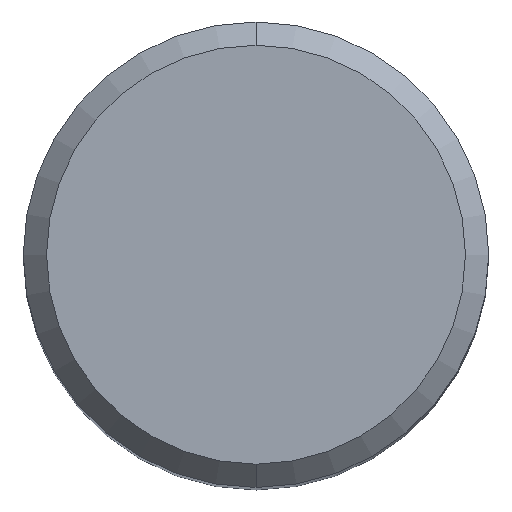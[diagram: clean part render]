
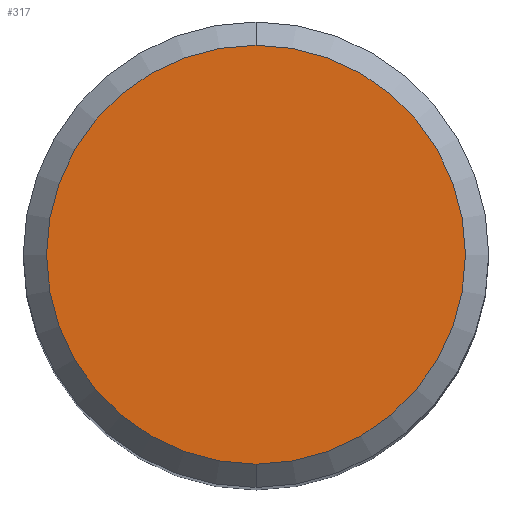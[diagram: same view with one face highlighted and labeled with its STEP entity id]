
A CAD part, top view. The second image highlights one B-rep face of the part: STEP entity #317.
In plain terms, the highlighted planar face has unit normal (0, 0, 1).
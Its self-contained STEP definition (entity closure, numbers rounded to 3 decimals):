
#317=ADVANCED_FACE('',(#889),#890,.T.);
#551=VERTEX_POINT('',#1148);
#573=EDGE_CURVE('',#637,#551,#1173,.T.);
#637=VERTEX_POINT('',#1240);
#645=EDGE_CURVE('',#551,#637,#1248,.T.);
#889=FACE_OUTER_BOUND('',#1576,.T.);
#890=PLANE('',#1577);
#1148=CARTESIAN_POINT('',(0.0,9.0,0.0));
#1173=CIRCLE('',#3681,9.0);
#1240=CARTESIAN_POINT('',(0.,-9.0,0.0));
#1248=CIRCLE('',#5005,9.0);
#1576=EDGE_LOOP('',(#8005,#8006));
#1577=AXIS2_PLACEMENT_3D('',#8007,#8008,#8009);
#3681=AXIS2_PLACEMENT_3D('',#8323,#8324,#8325);
#5005=AXIS2_PLACEMENT_3D('',#8379,#8380,#8381);
#8005=ORIENTED_EDGE('',*,*,#645,.F.);
#8006=ORIENTED_EDGE('',*,*,#573,.F.);
#8007=CARTESIAN_POINT('',(0.0,4.5,0.0));
#8008=DIRECTION('',(-0.0,0.0,1.0));
#8009=DIRECTION('',(0.0,-1.0,0.0));
#8323=CARTESIAN_POINT('',(0.0,0.0,0.0));
#8324=DIRECTION('',(0.0,0.0,-1.0));
#8325=DIRECTION('',(0.0,1.0,0.0));
#8379=CARTESIAN_POINT('',(0.0,0.0,0.0));
#8380=DIRECTION('',(0.0,0.0,-1.0));
#8381=DIRECTION('',(0.0,1.0,0.0));
